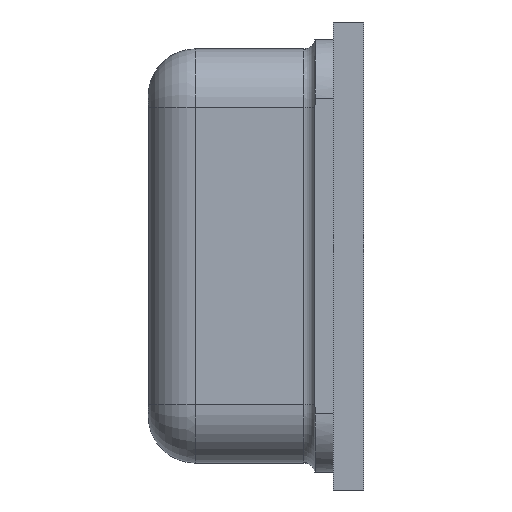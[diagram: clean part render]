
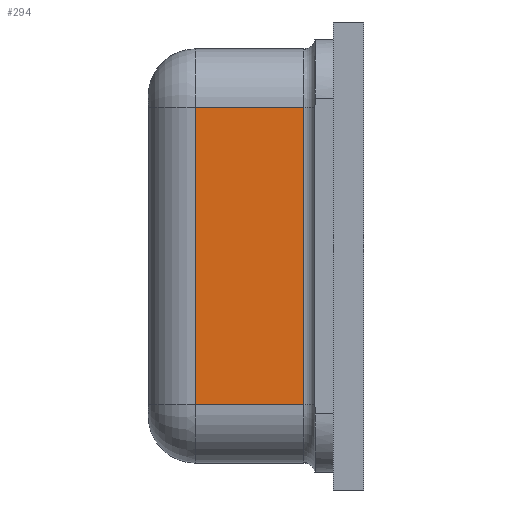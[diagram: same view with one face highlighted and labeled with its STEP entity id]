
A CAD part, left-side view. The second image highlights one B-rep face of the part: STEP entity #294.
In plain terms, the highlighted planar face has unit normal (-1, 0, 0).
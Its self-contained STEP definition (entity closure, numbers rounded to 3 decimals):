
#24 = CARTESIAN_POINT ( 'NONE',  ( -1.135, 0.79, 0.635 ) ) ;
#146 = DIRECTION ( 'NONE',  ( 0., 1., 0. ) ) ;
#200 = EDGE_CURVE ( 'NONE', #652, #4205, #1724, .T. ) ;
#294 = ADVANCED_FACE ( 'NONE', ( #1239 ), #1163, .F. ) ;
#538 = VECTOR ( 'NONE', #691, 1000. ) ;
#642 = CARTESIAN_POINT ( 'NONE',  ( -1.135, 0.79, -0.635 ) ) ;
#652 = VERTEX_POINT ( 'NONE', #1347 ) ;
#691 = DIRECTION ( 'NONE',  ( 0., -1., 0. ) ) ;
#707 = DIRECTION ( 'NONE',  ( 0., 0., 1. ) ) ;
#716 = CARTESIAN_POINT ( 'NONE',  ( -1.135, 0.127, -0.885 ) ) ;
#874 = DIRECTION ( 'NONE',  ( 1., 0., 0. ) ) ;
#917 = LINE ( 'NONE', #716, #5952 ) ;
#1163 = PLANE ( 'NONE',  #1669 ) ;
#1239 = FACE_OUTER_BOUND ( 'NONE', #6314, .T. ) ;
#1347 = CARTESIAN_POINT ( 'NONE',  ( -1.135, 0.59, -0.635 ) ) ;
#1574 = CARTESIAN_POINT ( 'NONE',  ( -1.135, 0.79, -0.885 ) ) ;
#1669 = AXIS2_PLACEMENT_3D ( 'NONE', #1574, #874, #1911 ) ;
#1724 = LINE ( 'NONE', #642, #538 ) ;
#1761 = EDGE_CURVE ( 'NONE', #4503, #2224, #3979, .T. ) ;
#1836 = EDGE_CURVE ( 'NONE', #4205, #4503, #917, .T. ) ;
#1911 = DIRECTION ( 'NONE',  ( 0., 0., -1. ) ) ;
#2224 = VERTEX_POINT ( 'NONE', #4814 ) ;
#3153 = LINE ( 'NONE', #4005, #5355 ) ;
#3325 = ORIENTED_EDGE ( 'NONE', *, *, #1836, .T. ) ;
#3584 = ORIENTED_EDGE ( 'NONE', *, *, #1761, .T. ) ;
#3979 = LINE ( 'NONE', #24, #5233 ) ;
#4005 = CARTESIAN_POINT ( 'NONE',  ( -1.135, 0.59, -0.635 ) ) ;
#4205 = VERTEX_POINT ( 'NONE', #5982 ) ;
#4471 = DIRECTION ( 'NONE',  ( 0., 0., -1. ) ) ;
#4503 = VERTEX_POINT ( 'NONE', #4958 ) ;
#4674 = ORIENTED_EDGE ( 'NONE', *, *, #5424, .T. ) ;
#4758 = ORIENTED_EDGE ( 'NONE', *, *, #200, .T. ) ;
#4814 = CARTESIAN_POINT ( 'NONE',  ( -1.135, 0.59, 0.635 ) ) ;
#4958 = CARTESIAN_POINT ( 'NONE',  ( -1.135, 0.127, 0.635 ) ) ;
#5233 = VECTOR ( 'NONE', #146, 1000. ) ;
#5355 = VECTOR ( 'NONE', #4471, 1000. ) ;
#5424 = EDGE_CURVE ( 'NONE', #2224, #652, #3153, .T. ) ;
#5952 = VECTOR ( 'NONE', #707, 1000. ) ;
#5982 = CARTESIAN_POINT ( 'NONE',  ( -1.135, 0.127, -0.635 ) ) ;
#6314 = EDGE_LOOP ( 'NONE', ( #4758, #3325, #3584, #4674 ) ) ;
